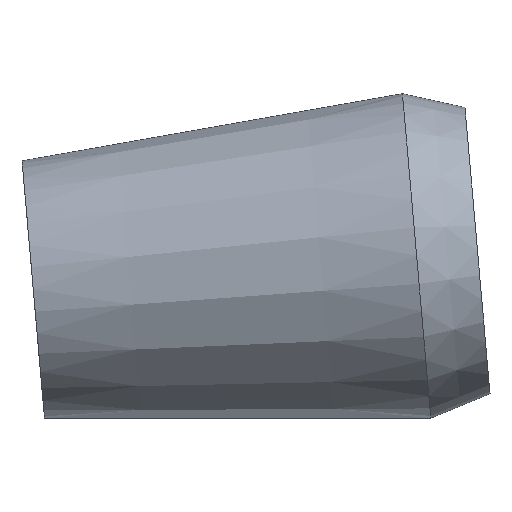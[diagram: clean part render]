
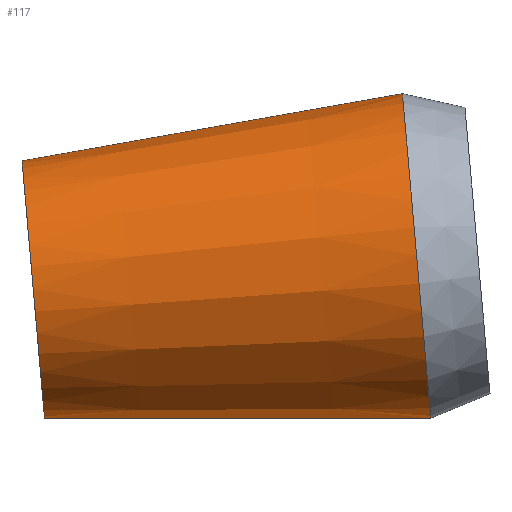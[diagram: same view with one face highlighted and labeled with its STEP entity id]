
A CAD part, top view. The second image highlights one B-rep face of the part: STEP entity #117.
In plain terms, the highlighted conical face has half-angle 5 degrees and reference radius 27.211 mm.
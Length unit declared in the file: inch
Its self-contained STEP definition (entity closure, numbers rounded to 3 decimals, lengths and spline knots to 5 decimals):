
#53 = ORIENTED_EDGE ( 'NONE', *, *, #484, .T. ) ;
#117 = ADVANCED_FACE ( 'NONE', ( #1009 ), #713, .T. ) ;
#129 = DIRECTION ( 'NONE',  ( -0.996, -0.087, 0. ) ) ;
#175 = ORIENTED_EDGE ( 'NONE', *, *, #180, .F. ) ;
#180 = EDGE_CURVE ( 'NONE', #883, #600, #613, .T. ) ;
#213 = CARTESIAN_POINT ( 'NONE',  ( 11.26009, 2.4922, 0. ) ) ;
#218 = CARTESIAN_POINT ( 'NONE',  ( 7.90663, 0.81722, 0. ) ) ;
#234 = VECTOR ( 'NONE', #580, 39.37008 ) ;
#290 = DIRECTION ( 'NONE',  ( 0.985, 0.174, 0. ) ) ;
#291 = DIRECTION ( 'NONE',  ( 0.087, -0.996, 0. ) ) ;
#296 = CARTESIAN_POINT ( 'NONE',  ( 8.14173, 0.83779, 0. ) ) ;
#297 = VERTEX_POINT ( 'NONE', #384 ) ;
#349 = CARTESIAN_POINT ( 'NONE',  ( 8.04656, 1.92557, 0. ) ) ;
#384 = CARTESIAN_POINT ( 'NONE',  ( 8.2369, -0.25, 0. ) ) ;
#462 = CIRCLE ( 'NONE', #632, 1.37634 ) ;
#484 = EDGE_CURVE ( 'NONE', #297, #952, #832, .T. ) ;
#493 = AXIS2_PLACEMENT_3D ( 'NONE', #296, #673, #592 ) ;
#545 = AXIS2_PLACEMENT_3D ( 'NONE', #218, #677, #853 ) ;
#580 = DIRECTION ( 'NONE',  ( 1., 0., 0. ) ) ;
#592 = DIRECTION ( 'NONE',  ( -0.087, 0.996, 0. ) ) ;
#600 = VERTEX_POINT ( 'NONE', #213 ) ;
#613 = LINE ( 'NONE', #641, #675 ) ;
#622 = ORIENTED_EDGE ( 'NONE', *, *, #655, .F. ) ;
#632 = AXIS2_PLACEMENT_3D ( 'NONE', #690, #129, #291 ) ;
#641 = CARTESIAN_POINT ( 'NONE',  ( 7.81326, 1.88444, 0. ) ) ;
#655 = EDGE_CURVE ( 'NONE', #297, #883, #678, .T. ) ;
#673 = DIRECTION ( 'NONE',  ( -0.996, -0.087, 0. ) ) ;
#675 = VECTOR ( 'NONE', #290, 39.37008 ) ;
#677 = DIRECTION ( 'NONE',  ( 0.996, 0.087, 0. ) ) ;
#678 = CIRCLE ( 'NONE', #493, 1.09194 ) ;
#682 = EDGE_CURVE ( 'NONE', #952, #600, #462, .T. ) ;
#683 = CARTESIAN_POINT ( 'NONE',  ( 11.5, -0.25, 0. ) ) ;
#690 = CARTESIAN_POINT ( 'NONE',  ( 11.38004, 1.1211, 0. ) ) ;
#713 = CONICAL_SURFACE ( 'NONE', #545, 1.07129, 0.087 ) ;
#792 = ORIENTED_EDGE ( 'NONE', *, *, #682, .T. ) ;
#832 = LINE ( 'NONE', #903, #234 ) ;
#853 = DIRECTION ( 'NONE',  ( -0.087, 0.996, 0. ) ) ;
#868 = EDGE_LOOP ( 'NONE', ( #622, #53, #792, #175 ) ) ;
#883 = VERTEX_POINT ( 'NONE', #349 ) ;
#903 = CARTESIAN_POINT ( 'NONE',  ( 8., -0.25, 0. ) ) ;
#952 = VERTEX_POINT ( 'NONE', #683 ) ;
#1009 = FACE_OUTER_BOUND ( 'NONE', #868, .T. ) ;
